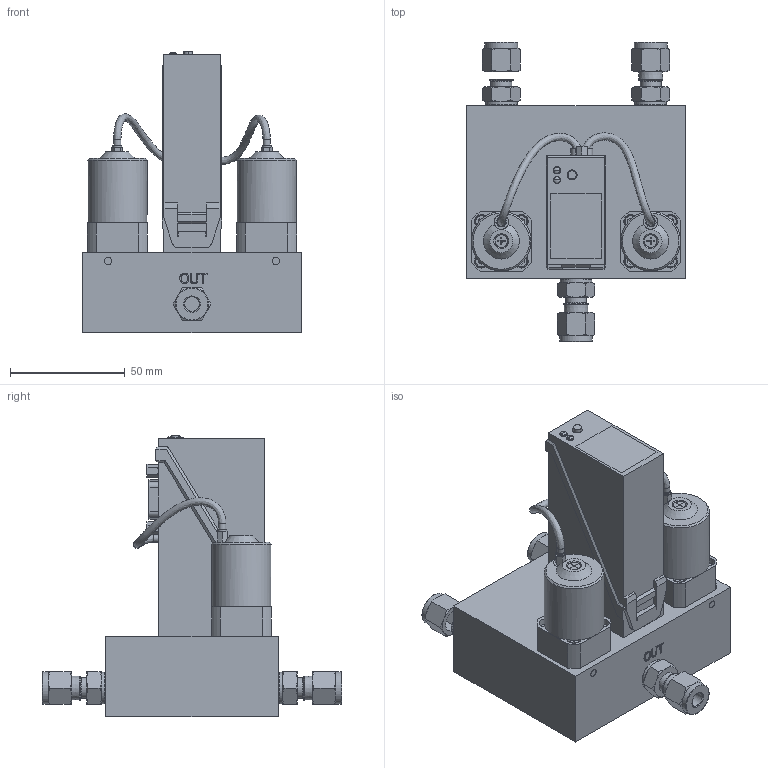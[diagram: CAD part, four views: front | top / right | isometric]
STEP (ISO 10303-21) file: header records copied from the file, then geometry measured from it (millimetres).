
FILE_DESCRIPTION(/* description */ (''),/* implementation_level */ '2;1');
FILE_NAME(/* name */ 'P-802CV-812CV-822CV 1-4”OD compression type.stp',/* time_stamp */ '2021-05-03T13:43:29+02:00',/* author */ ('M-Huiskes'),/* organization */ (''),/* preprocessor_version */ 'ST-DEVELOPER v18.1',/* originating_system */ 'Autodesk Inventor 2021',/* authorisation */ '');
FILE_SCHEMA (('AUTOMOTIVE_DESIGN { 1 0 10303 214 3 1 1 }'));
Length unit declared in the file: millimetre
Products named in the file (1): Part8
Bounding box: 95 x 130.2 x 122.56 mm (x, y, z)
Volume: 405977.6 mm3; surface area: 58406.4 mm2
Topology: 7 solids, 14 shells, 901 faces, 2215 edges, 1384 vertices
Faces by surface type: plane 504, cone 165, cylinder 153, bspline 31, torus 26, sphere 22
Full cylindrical faces by diameter (mm): 3 x3, 3.2 x4, 3.242 x8, 3.78 x2, 4.566 x3, 5.5 x10, 6 x8, 6.35 x3, 8.997 x3, 13.716 x3, 14.287 x3, 25.9 x2
Entity records: 27269 total; most frequent: CARTESIAN_POINT 5980, ORIENTED_EDGE 4326, DIRECTION 4235, EDGE_CURVE 2163, AXIS2_PLACEMENT_3D 1491, VERTEX_POINT 1384, LINE 1253, VECTOR 1253
